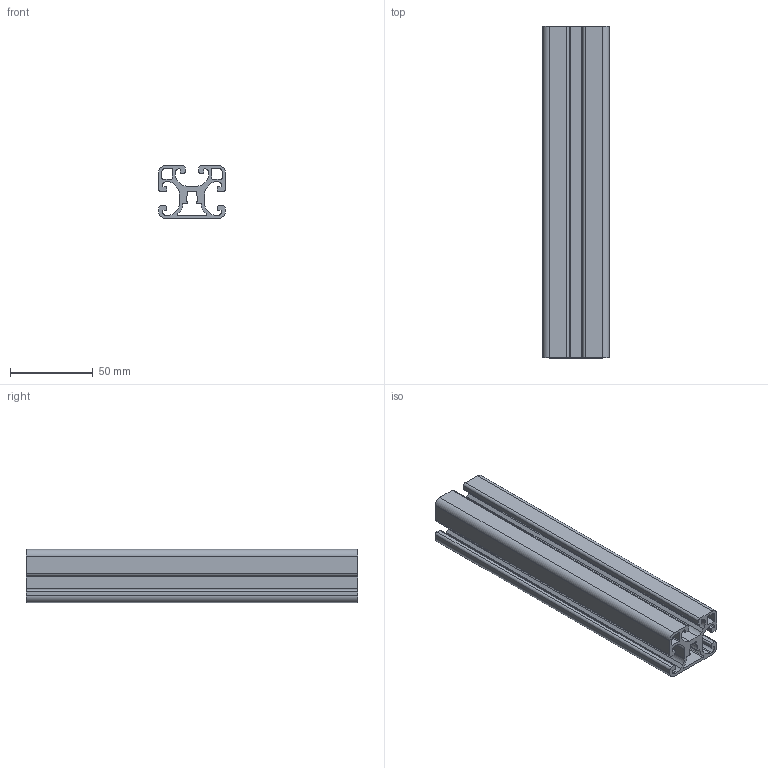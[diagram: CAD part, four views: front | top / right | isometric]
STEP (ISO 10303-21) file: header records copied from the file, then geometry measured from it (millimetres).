
FILE_DESCRIPTION(/* description */ ('Aluminiumprofil 40x32L'),/* implementation_level */ '2;1');
FILE_NAME(/* name */ 'Syskomp 281403299 Aluminiumprofil 40x32L.stp',/* time_stamp */ '2017-08-03T09:17:46+02:00',/* author */ ('wheldmann'),/* organization */ (''),/* preprocessor_version */ 'ST-DEVELOPER v16.1',/* originating_system */ 'Autodesk Inventor 2016',/* authorisation */ ' ');
FILE_SCHEMA (('AUTOMOTIVE_DESIGN { 1 0 10303 214 3 1 1 }'));
Length unit declared in the file: millimetre
Products named in the file (1): 281403299 Aluminiumprofil 40x32L - 200
Bounding box: 40 x 200 x 32 mm (x, y, z)
Volume: 97942.3 mm3; surface area: 78359.5 mm2
Topology: 1 solids, 1 shells, 128 faces, 378 edges, 252 vertices
Faces by surface type: cylinder 68, plane 60
Entity records: 4354 total; most frequent: DIRECTION 772, CARTESIAN_POINT 759, ORIENTED_EDGE 756, EDGE_CURVE 378, AXIS2_PLACEMENT_3D 265, VERTEX_POINT 252, LINE 242, VECTOR 242
